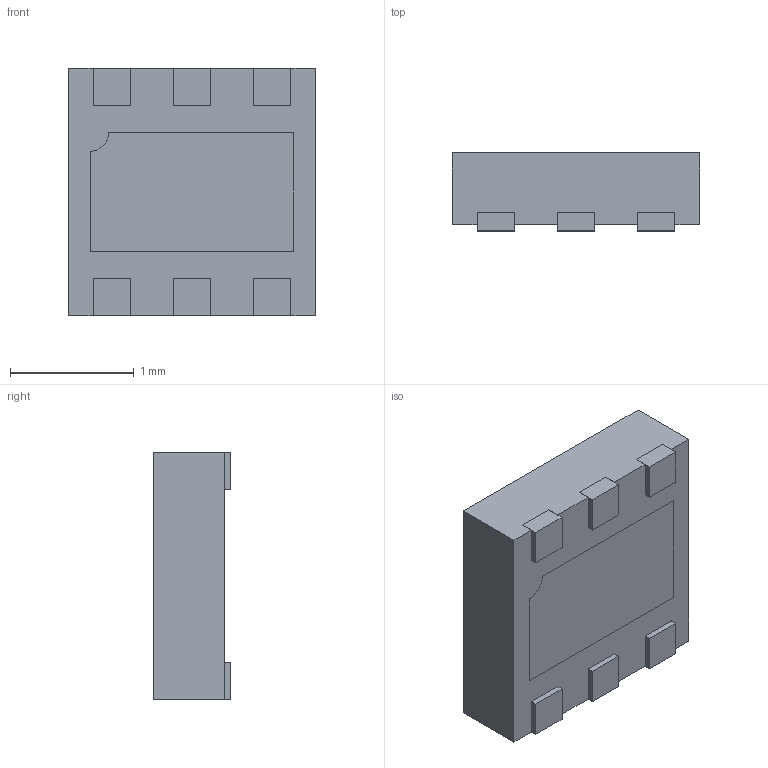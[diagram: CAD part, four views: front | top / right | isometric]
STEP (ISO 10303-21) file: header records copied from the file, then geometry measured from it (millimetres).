
FILE_DESCRIPTION (( 'STEP AP214' ), '1' );
FILE_NAME ('AP2553FDC-7.STEP', '2018-09-12T17:16:40', ( '' ), ( '' ), 'SwSTEP 2.0', 'SolidWorks 2017', '' );
FILE_SCHEMA (( 'AUTOMOTIVE_DESIGN' ));
Length unit declared in the file: millimetre
Products named in the file (1): AP2553FDC-7
Bounding box: 2 x 0.63 x 2 mm (x, y, z)
Volume: 2.3 mm3; surface area: 19.3 mm2
Topology: 8 solids, 8 shells, 79 faces, 186 edges, 124 vertices
Faces by surface type: plane 77, cylinder 2
Entity records: 2321 total; most frequent: CARTESIAN_POINT 390, ORIENTED_EDGE 372, DIRECTION 350, EDGE_CURVE 186, LINE 182, VECTOR 182, VERTEX_POINT 124, AXIS2_PLACEMENT_3D 84
